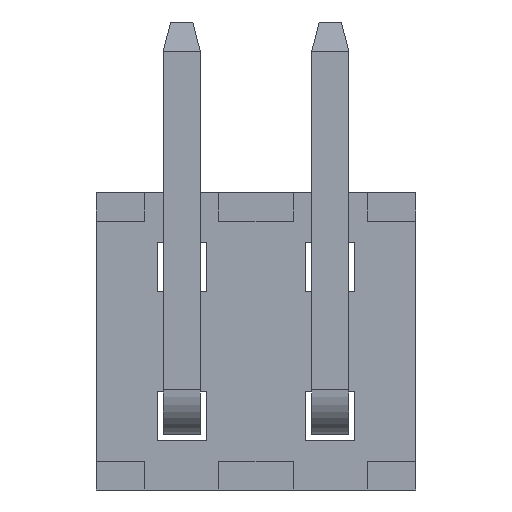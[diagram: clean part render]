
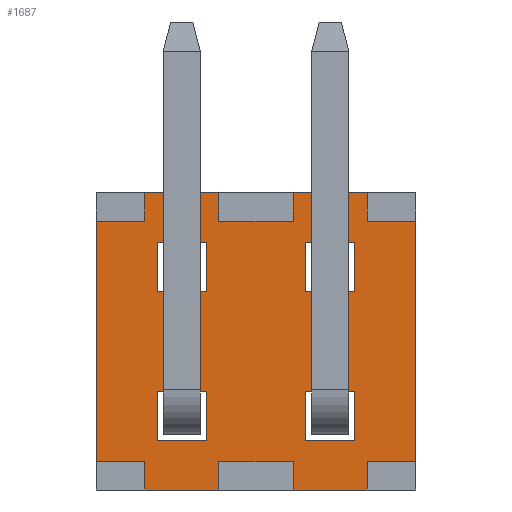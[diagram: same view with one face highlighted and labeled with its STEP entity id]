
A CAD part, front view. The second image highlights one B-rep face of the part: STEP entity #1687.
In plain terms, the highlighted planar face has unit normal (0, -1, 0).
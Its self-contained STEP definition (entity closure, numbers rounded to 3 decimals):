
#292=ORIENTED_EDGE('',*,*,#560,.T.);
#293=ORIENTED_EDGE('',*,*,#664,.F.);
#294=ORIENTED_EDGE('',*,*,#547,.T.);
#295=ORIENTED_EDGE('',*,*,#665,.T.);
#296=ORIENTED_EDGE('',*,*,#556,.T.);
#297=ORIENTED_EDGE('',*,*,#666,.F.);
#298=ORIENTED_EDGE('',*,*,#554,.T.);
#299=ORIENTED_EDGE('',*,*,#667,.T.);
#300=ORIENTED_EDGE('',*,*,#574,.T.);
#301=ORIENTED_EDGE('',*,*,#629,.F.);
#302=ORIENTED_EDGE('',*,*,#578,.F.);
#303=ORIENTED_EDGE('',*,*,#668,.T.);
#304=ORIENTED_EDGE('',*,*,#538,.F.);
#305=ORIENTED_EDGE('',*,*,#669,.F.);
#306=ORIENTED_EDGE('',*,*,#563,.F.);
#307=ORIENTED_EDGE('',*,*,#670,.T.);
#308=ORIENTED_EDGE('',*,*,#545,.F.);
#309=ORIENTED_EDGE('',*,*,#671,.F.);
#310=ORIENTED_EDGE('',*,*,#565,.F.);
#311=ORIENTED_EDGE('',*,*,#630,.T.);
#312=ORIENTED_EDGE('',*,*,#612,.F.);
#313=ORIENTED_EDGE('',*,*,#597,.F.);
#314=ORIENTED_EDGE('',*,*,#594,.F.);
#315=ORIENTED_EDGE('',*,*,#591,.F.);
#316=ORIENTED_EDGE('',*,*,#610,.F.);
#317=ORIENTED_EDGE('',*,*,#587,.F.);
#318=ORIENTED_EDGE('',*,*,#584,.F.);
#319=ORIENTED_EDGE('',*,*,#581,.F.);
#320=ORIENTED_EDGE('',*,*,#626,.F.);
#321=ORIENTED_EDGE('',*,*,#623,.F.);
#322=ORIENTED_EDGE('',*,*,#620,.F.);
#323=ORIENTED_EDGE('',*,*,#617,.F.);
#324=ORIENTED_EDGE('',*,*,#614,.F.);
#325=ORIENTED_EDGE('',*,*,#607,.F.);
#326=ORIENTED_EDGE('',*,*,#604,.F.);
#327=ORIENTED_EDGE('',*,*,#601,.F.);
#538=EDGE_CURVE('',#769,#770,#914,.T.);
#545=EDGE_CURVE('',#775,#768,#921,.T.);
#547=EDGE_CURVE('',#777,#776,#923,.T.);
#554=EDGE_CURVE('',#783,#782,#930,.T.);
#556=EDGE_CURVE('',#784,#785,#932,.T.);
#560=EDGE_CURVE('',#787,#786,#936,.T.);
#563=EDGE_CURVE('',#788,#789,#939,.T.);
#565=EDGE_CURVE('',#790,#791,#941,.T.);
#574=EDGE_CURVE('',#796,#797,#950,.T.);
#578=EDGE_CURVE('',#798,#799,#954,.T.);
#581=EDGE_CURVE('',#801,#802,#957,.T.);
#584=EDGE_CURVE('',#802,#804,#960,.T.);
#587=EDGE_CURVE('',#804,#806,#963,.T.);
#591=EDGE_CURVE('',#809,#810,#967,.T.);
#594=EDGE_CURVE('',#810,#812,#970,.T.);
#597=EDGE_CURVE('',#812,#814,#973,.T.);
#601=EDGE_CURVE('',#817,#818,#977,.T.);
#604=EDGE_CURVE('',#818,#820,#980,.T.);
#607=EDGE_CURVE('',#820,#822,#983,.T.);
#610=EDGE_CURVE('',#806,#801,#986,.T.);
#612=EDGE_CURVE('',#814,#809,#988,.T.);
#614=EDGE_CURVE('',#822,#817,#990,.T.);
#617=EDGE_CURVE('',#825,#826,#993,.T.);
#620=EDGE_CURVE('',#826,#828,#996,.T.);
#623=EDGE_CURVE('',#828,#830,#999,.T.);
#626=EDGE_CURVE('',#830,#825,#1002,.T.);
#629=EDGE_CURVE('',#799,#797,#1005,.T.);
#630=EDGE_CURVE('',#790,#787,#1006,.T.);
#664=EDGE_CURVE('',#777,#786,#1040,.T.);
#665=EDGE_CURVE('',#776,#784,#1041,.T.);
#666=EDGE_CURVE('',#783,#785,#1042,.T.);
#667=EDGE_CURVE('',#782,#796,#1043,.T.);
#668=EDGE_CURVE('',#798,#770,#1044,.T.);
#669=EDGE_CURVE('',#789,#769,#1045,.T.);
#670=EDGE_CURVE('',#788,#768,#1046,.T.);
#671=EDGE_CURVE('',#791,#775,#1047,.T.);
#768=VERTEX_POINT('',#2356);
#769=VERTEX_POINT('',#2358);
#770=VERTEX_POINT('',#2360);
#775=VERTEX_POINT('',#2371);
#776=VERTEX_POINT('',#2375);
#777=VERTEX_POINT('',#2377);
#782=VERTEX_POINT('',#2388);
#783=VERTEX_POINT('',#2390);
#784=VERTEX_POINT('',#2394);
#785=VERTEX_POINT('',#2395);
#786=VERTEX_POINT('',#2400);
#787=VERTEX_POINT('',#2402);
#788=VERTEX_POINT('',#2406);
#789=VERTEX_POINT('',#2408);
#790=VERTEX_POINT('',#2412);
#791=VERTEX_POINT('',#2413);
#796=VERTEX_POINT('',#2430);
#797=VERTEX_POINT('',#2431);
#798=VERTEX_POINT('',#2436);
#799=VERTEX_POINT('',#2438);
#801=VERTEX_POINT('',#2443);
#802=VERTEX_POINT('',#2445);
#804=VERTEX_POINT('',#2451);
#806=VERTEX_POINT('',#2457);
#809=VERTEX_POINT('',#2464);
#810=VERTEX_POINT('',#2466);
#812=VERTEX_POINT('',#2472);
#814=VERTEX_POINT('',#2478);
#817=VERTEX_POINT('',#2485);
#818=VERTEX_POINT('',#2487);
#820=VERTEX_POINT('',#2493);
#822=VERTEX_POINT('',#2499);
#825=VERTEX_POINT('',#2515);
#826=VERTEX_POINT('',#2517);
#828=VERTEX_POINT('',#2523);
#830=VERTEX_POINT('',#2529);
#914=LINE('',#2359,#1138);
#921=LINE('',#2372,#1145);
#923=LINE('',#2376,#1147);
#930=LINE('',#2389,#1154);
#932=LINE('',#2393,#1156);
#936=LINE('',#2401,#1160);
#939=LINE('',#2407,#1163);
#941=LINE('',#2411,#1165);
#950=LINE('',#2429,#1174);
#954=LINE('',#2437,#1178);
#957=LINE('',#2444,#1181);
#960=LINE('',#2450,#1184);
#963=LINE('',#2456,#1187);
#967=LINE('',#2465,#1191);
#970=LINE('',#2471,#1194);
#973=LINE('',#2477,#1197);
#977=LINE('',#2486,#1201);
#980=LINE('',#2492,#1204);
#983=LINE('',#2498,#1207);
#986=LINE('',#2504,#1210);
#988=LINE('',#2507,#1212);
#990=LINE('',#2510,#1214);
#993=LINE('',#2516,#1217);
#996=LINE('',#2522,#1220);
#999=LINE('',#2528,#1223);
#1002=LINE('',#2534,#1226);
#1005=LINE('',#2538,#1229);
#1006=LINE('',#2540,#1230);
#1040=LINE('',#2608,#1264);
#1041=LINE('',#2609,#1265);
#1042=LINE('',#2610,#1266);
#1043=LINE('',#2611,#1267);
#1044=LINE('',#2612,#1268);
#1045=LINE('',#2613,#1269);
#1046=LINE('',#2614,#1270);
#1047=LINE('',#2615,#1271);
#1138=VECTOR('',#1907,1000.);
#1145=VECTOR('',#1914,1000.);
#1147=VECTOR('',#1918,1000.);
#1154=VECTOR('',#1925,1000.);
#1156=VECTOR('',#1929,1000.);
#1160=VECTOR('',#1935,1000.);
#1163=VECTOR('',#1940,1000.);
#1165=VECTOR('',#1944,1000.);
#1174=VECTOR('',#1959,1000.);
#1178=VECTOR('',#1965,1000.);
#1181=VECTOR('',#1970,1000.);
#1184=VECTOR('',#1975,1000.);
#1187=VECTOR('',#1980,1000.);
#1191=VECTOR('',#1986,1000.);
#1194=VECTOR('',#1991,1000.);
#1197=VECTOR('',#1996,1000.);
#1201=VECTOR('',#2002,1000.);
#1204=VECTOR('',#2007,1000.);
#1207=VECTOR('',#2012,1000.);
#1210=VECTOR('',#2017,1000.);
#1212=VECTOR('',#2021,1000.);
#1214=VECTOR('',#2025,1000.);
#1217=VECTOR('',#2030,1000.);
#1220=VECTOR('',#2035,1000.);
#1223=VECTOR('',#2040,1000.);
#1226=VECTOR('',#2045,1000.);
#1229=VECTOR('',#2050,1000.);
#1230=VECTOR('',#2053,1000.);
#1264=VECTOR('',#2123,1000.);
#1265=VECTOR('',#2124,1000.);
#1266=VECTOR('',#2125,1000.);
#1267=VECTOR('',#2126,1000.);
#1268=VECTOR('',#2127,1000.);
#1269=VECTOR('',#2128,1000.);
#1270=VECTOR('',#2129,1000.);
#1271=VECTOR('',#2130,1000.);
#1397=EDGE_LOOP('',(#292,#293,#294,#295,#296,#297,#298,#299,#300,#301,#302,
#303,#304,#305,#306,#307,#308,#309,#310,#311));
#1398=EDGE_LOOP('',(#312,#313,#314,#315));
#1399=EDGE_LOOP('',(#316,#317,#318,#319));
#1400=EDGE_LOOP('',(#320,#321,#322,#323));
#1401=EDGE_LOOP('',(#324,#325,#326,#327));
#1499=FACE_BOUND('',#1397,.T.);
#1500=FACE_BOUND('',#1398,.T.);
#1501=FACE_BOUND('',#1399,.T.);
#1502=FACE_BOUND('',#1400,.T.);
#1503=FACE_BOUND('',#1401,.T.);
#1597=PLANE('',#1819);
#1687=ADVANCED_FACE('',(#1499,#1500,#1501,#1502,#1503),#1597,.T.);
#1819=AXIS2_PLACEMENT_3D('',#2607,#2121,#2122);
#1907=DIRECTION('',(-1.,0.,0.));
#1914=DIRECTION('',(-1.,0.,0.));
#1918=DIRECTION('',(-1.,0.,0.));
#1925=DIRECTION('',(-1.,0.,0.));
#1929=DIRECTION('',(-1.,0.,0.));
#1935=DIRECTION('',(-1.,0.,0.));
#1940=DIRECTION('',(-1.,0.,0.));
#1944=DIRECTION('',(-1.,0.,0.));
#1959=DIRECTION('',(-1.,0.,0.));
#1965=DIRECTION('',(-1.,0.,0.));
#1970=DIRECTION('',(1.,0.,0.));
#1975=DIRECTION('',(0.,0.,1.));
#1980=DIRECTION('',(-1.,0.,0.));
#1986=DIRECTION('',(1.,0.,0.));
#1991=DIRECTION('',(0.,0.,1.));
#1996=DIRECTION('',(-1.,0.,0.));
#2002=DIRECTION('',(1.,0.,0.));
#2007=DIRECTION('',(0.,0.,1.));
#2012=DIRECTION('',(-1.,0.,0.));
#2017=DIRECTION('',(0.,0.,-1.));
#2021=DIRECTION('',(0.,0.,-1.));
#2025=DIRECTION('',(0.,0.,-1.));
#2030=DIRECTION('',(1.,0.,0.));
#2035=DIRECTION('',(0.,0.,1.));
#2040=DIRECTION('',(-1.,0.,0.));
#2045=DIRECTION('',(0.,0.,-1.));
#2050=DIRECTION('',(0.,0.,1.));
#2053=DIRECTION('',(0.,0.,1.));
#2121=DIRECTION('',(0.,-1.,0.));
#2122=DIRECTION('',(0.,0.,-1.));
#2123=DIRECTION('',(0.,0.,-1.));
#2124=DIRECTION('',(0.,0.,-1.));
#2125=DIRECTION('',(0.,0.,-1.));
#2126=DIRECTION('',(0.,0.,-1.));
#2127=DIRECTION('',(0.,0.,-1.));
#2128=DIRECTION('',(0.,0.,-1.));
#2129=DIRECTION('',(0.,0.,-1.));
#2130=DIRECTION('',(0.,0.,-1.));
#2356=CARTESIAN_POINT('',(2.65,0.35,-2.));
#2358=CARTESIAN_POINT('',(1.65,0.35,-2.));
#2359=CARTESIAN_POINT('',(1.65,0.35,-2.));
#2360=CARTESIAN_POINT('',(0.65,0.35,-2.));
#2371=CARTESIAN_POINT('',(3.65,0.35,-2.));
#2372=CARTESIAN_POINT('',(3.65,0.35,-2.));
#2375=CARTESIAN_POINT('',(2.65,0.35,2.));
#2376=CARTESIAN_POINT('',(3.65,0.35,2.));
#2377=CARTESIAN_POINT('',(3.65,0.35,2.));
#2388=CARTESIAN_POINT('',(0.65,0.35,2.));
#2389=CARTESIAN_POINT('',(1.65,0.35,2.));
#2390=CARTESIAN_POINT('',(1.65,0.35,2.));
#2393=CARTESIAN_POINT('',(4.3,0.35,1.62));
#2394=CARTESIAN_POINT('',(2.65,0.35,1.62));
#2395=CARTESIAN_POINT('',(1.65,0.35,1.62));
#2400=CARTESIAN_POINT('',(3.65,0.35,1.62));
#2401=CARTESIAN_POINT('',(4.3,0.35,1.62));
#2402=CARTESIAN_POINT('',(4.3,0.35,1.62));
#2406=CARTESIAN_POINT('',(2.65,0.35,-1.62));
#2407=CARTESIAN_POINT('',(4.3,0.35,-1.62));
#2408=CARTESIAN_POINT('',(1.65,0.35,-1.62));
#2411=CARTESIAN_POINT('',(4.3,0.35,-1.62));
#2412=CARTESIAN_POINT('',(4.3,0.35,-1.62));
#2413=CARTESIAN_POINT('',(3.65,0.35,-1.62));
#2429=CARTESIAN_POINT('',(4.3,0.35,1.62));
#2430=CARTESIAN_POINT('',(0.65,0.35,1.62));
#2431=CARTESIAN_POINT('',(0.,0.35,1.62));
#2436=CARTESIAN_POINT('',(0.65,0.35,-1.62));
#2437=CARTESIAN_POINT('',(4.3,0.35,-1.62));
#2438=CARTESIAN_POINT('',(0.,0.35,-1.62));
#2443=CARTESIAN_POINT('',(2.82,0.35,0.67));
#2444=CARTESIAN_POINT('',(3.48,0.35,0.67));
#2445=CARTESIAN_POINT('',(3.48,0.35,0.67));
#2450=CARTESIAN_POINT('',(3.48,0.35,1.33));
#2451=CARTESIAN_POINT('',(3.48,0.35,1.33));
#2456=CARTESIAN_POINT('',(2.82,0.35,1.33));
#2457=CARTESIAN_POINT('',(2.82,0.35,1.33));
#2464=CARTESIAN_POINT('',(2.82,0.35,-1.33));
#2465=CARTESIAN_POINT('',(3.48,0.35,-1.33));
#2466=CARTESIAN_POINT('',(3.48,0.35,-1.33));
#2471=CARTESIAN_POINT('',(3.48,0.35,-0.67));
#2472=CARTESIAN_POINT('',(3.48,0.35,-0.67));
#2477=CARTESIAN_POINT('',(2.82,0.35,-0.67));
#2478=CARTESIAN_POINT('',(2.82,0.35,-0.67));
#2485=CARTESIAN_POINT('',(0.82,0.35,-1.33));
#2486=CARTESIAN_POINT('',(1.48,0.35,-1.33));
#2487=CARTESIAN_POINT('',(1.48,0.35,-1.33));
#2492=CARTESIAN_POINT('',(1.48,0.35,-0.67));
#2493=CARTESIAN_POINT('',(1.48,0.35,-0.67));
#2498=CARTESIAN_POINT('',(0.82,0.35,-0.67));
#2499=CARTESIAN_POINT('',(0.82,0.35,-0.67));
#2504=CARTESIAN_POINT('',(2.82,0.35,0.67));
#2507=CARTESIAN_POINT('',(2.82,0.35,-1.33));
#2510=CARTESIAN_POINT('',(0.82,0.35,-1.33));
#2515=CARTESIAN_POINT('',(0.82,0.35,0.67));
#2516=CARTESIAN_POINT('',(1.48,0.35,0.67));
#2517=CARTESIAN_POINT('',(1.48,0.35,0.67));
#2522=CARTESIAN_POINT('',(1.48,0.35,1.33));
#2523=CARTESIAN_POINT('',(1.48,0.35,1.33));
#2528=CARTESIAN_POINT('',(0.82,0.35,1.33));
#2529=CARTESIAN_POINT('',(0.82,0.35,1.33));
#2534=CARTESIAN_POINT('',(0.82,0.35,0.67));
#2538=CARTESIAN_POINT('',(0.,0.35,-1.62));
#2540=CARTESIAN_POINT('',(4.3,0.35,-1.62));
#2607=CARTESIAN_POINT('',(4.3,0.35,-1.62));
#2608=CARTESIAN_POINT('',(3.65,0.35,2.));
#2609=CARTESIAN_POINT('',(2.65,0.35,2.));
#2610=CARTESIAN_POINT('',(1.65,0.35,2.));
#2611=CARTESIAN_POINT('',(0.65,0.35,2.));
#2612=CARTESIAN_POINT('',(0.65,0.35,2.));
#2613=CARTESIAN_POINT('',(1.65,0.35,2.));
#2614=CARTESIAN_POINT('',(2.65,0.35,2.));
#2615=CARTESIAN_POINT('',(3.65,0.35,2.));
